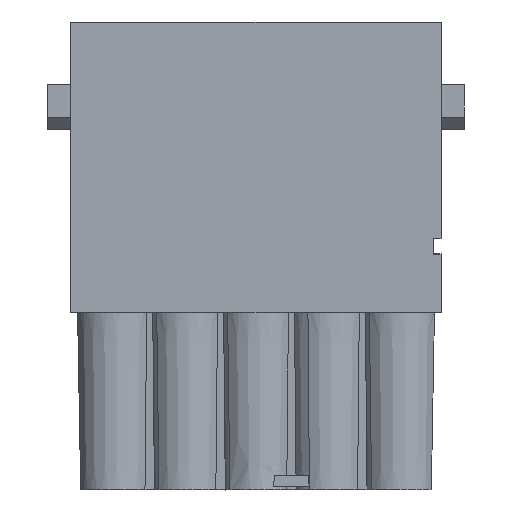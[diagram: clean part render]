
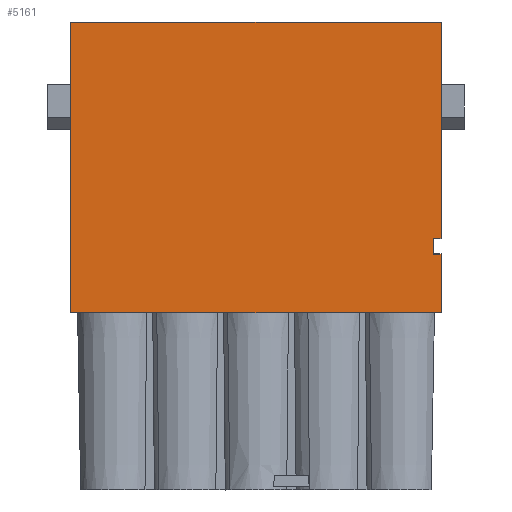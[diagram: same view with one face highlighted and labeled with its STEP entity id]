
A CAD part, left-side view. The second image highlights one B-rep face of the part: STEP entity #5161.
In plain terms, the highlighted planar face has unit normal (-1, 0, 0).
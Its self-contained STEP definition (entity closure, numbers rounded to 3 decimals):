
#5116=AXIS2_PLACEMENT_3D('Plane Axis2P3D',#5113,#5114,#5115) ;
#4493=CARTESIAN_POINT('Vertex',(0.,1.9,14.5)) ;
#4530=CARTESIAN_POINT('Vertex',(0.,1.9,19.286)) ;
#4533=CARTESIAN_POINT('Line Origine',(0.,1.9,16.893)) ;
#4553=CARTESIAN_POINT('Line Origine',(0.,17.05,14.5)) ;
#4557=CARTESIAN_POINT('Vertex',(0.,32.2,14.5)) ;
#5098=CARTESIAN_POINT('Vertex',(0.,2.55,19.286)) ;
#5101=CARTESIAN_POINT('Line Origine',(0.,2.225,19.286)) ;
#5113=CARTESIAN_POINT('Axis2P3D Location',(0.,22.7,34.4)) ;
#5118=CARTESIAN_POINT('Line Origine',(0.,32.2,26.4)) ;
#5122=CARTESIAN_POINT('Vertex',(0.,32.2,38.3)) ;
#5125=CARTESIAN_POINT('Line Origine',(0.,2.55,19.95)) ;
#5129=CARTESIAN_POINT('Vertex',(0.,2.55,20.614)) ;
#5132=CARTESIAN_POINT('Line Origine',(0.,2.225,20.614)) ;
#5136=CARTESIAN_POINT('Vertex',(0.,1.9,20.614)) ;
#5139=CARTESIAN_POINT('Line Origine',(0.,1.9,29.457)) ;
#5143=CARTESIAN_POINT('Vertex',(0.,1.9,38.3)) ;
#5146=CARTESIAN_POINT('Line Origine',(0.,17.05,38.3)) ;
#4534=DIRECTION('Vector Direction',(0.,0.,1.)) ;
#4554=DIRECTION('Vector Direction',(0.,-1.,0.)) ;
#5102=DIRECTION('Vector Direction',(0.,1.,0.)) ;
#5114=DIRECTION('Axis2P3D Direction',(-1.,0.,0.)) ;
#5115=DIRECTION('Axis2P3D XDirection',(0.,-1.,0.)) ;
#5119=DIRECTION('Vector Direction',(0.,0.,-1.)) ;
#5126=DIRECTION('Vector Direction',(0.,0.,1.)) ;
#5133=DIRECTION('Vector Direction',(0.,-1.,0.)) ;
#5140=DIRECTION('Vector Direction',(0.,0.,1.)) ;
#5147=DIRECTION('Vector Direction',(0.,1.,0.)) ;
#4535=VECTOR('Line Direction',#4534,1.) ;
#4555=VECTOR('Line Direction',#4554,1.) ;
#5103=VECTOR('Line Direction',#5102,1.) ;
#5120=VECTOR('Line Direction',#5119,1.) ;
#5127=VECTOR('Line Direction',#5126,1.) ;
#5134=VECTOR('Line Direction',#5133,1.) ;
#5141=VECTOR('Line Direction',#5140,1.) ;
#5148=VECTOR('Line Direction',#5147,1.) ;
#5152=ORIENTED_EDGE('',*,*,#5124,.T.) ;
#5153=ORIENTED_EDGE('',*,*,#4559,.T.) ;
#5154=ORIENTED_EDGE('',*,*,#4537,.T.) ;
#5155=ORIENTED_EDGE('',*,*,#5105,.T.) ;
#5156=ORIENTED_EDGE('',*,*,#5131,.T.) ;
#5157=ORIENTED_EDGE('',*,*,#5138,.T.) ;
#5158=ORIENTED_EDGE('',*,*,#5145,.T.) ;
#5159=ORIENTED_EDGE('',*,*,#5150,.T.) ;
#5161=ADVANCED_FACE('2748370000.1\\Hauptkoerper',(#5160),#5117,.T.) ;
#4537=EDGE_CURVE('',#4494,#4531,#4536,.T.) ;
#4559=EDGE_CURVE('',#4558,#4494,#4556,.T.) ;
#5105=EDGE_CURVE('',#4531,#5099,#5104,.T.) ;
#5124=EDGE_CURVE('',#5123,#4558,#5121,.T.) ;
#5131=EDGE_CURVE('',#5099,#5130,#5128,.T.) ;
#5138=EDGE_CURVE('',#5130,#5137,#5135,.T.) ;
#5145=EDGE_CURVE('',#5137,#5144,#5142,.T.) ;
#5150=EDGE_CURVE('',#5144,#5123,#5149,.T.) ;
#5151=EDGE_LOOP('',(#5152,#5153,#5154,#5155,#5156,#5157,#5158,#5159)) ;
#5160=FACE_OUTER_BOUND('',#5151,.T.) ;
#4536=LINE('Line',#4533,#4535) ;
#4556=LINE('Line',#4553,#4555) ;
#5104=LINE('Line',#5101,#5103) ;
#5121=LINE('Line',#5118,#5120) ;
#5128=LINE('Line',#5125,#5127) ;
#5135=LINE('Line',#5132,#5134) ;
#5142=LINE('Line',#5139,#5141) ;
#5149=LINE('Line',#5146,#5148) ;
#5117=PLANE('',#5116) ;
#4494=VERTEX_POINT('',#4493) ;
#4531=VERTEX_POINT('',#4530) ;
#4558=VERTEX_POINT('',#4557) ;
#5099=VERTEX_POINT('',#5098) ;
#5123=VERTEX_POINT('',#5122) ;
#5130=VERTEX_POINT('',#5129) ;
#5137=VERTEX_POINT('',#5136) ;
#5144=VERTEX_POINT('',#5143) ;
